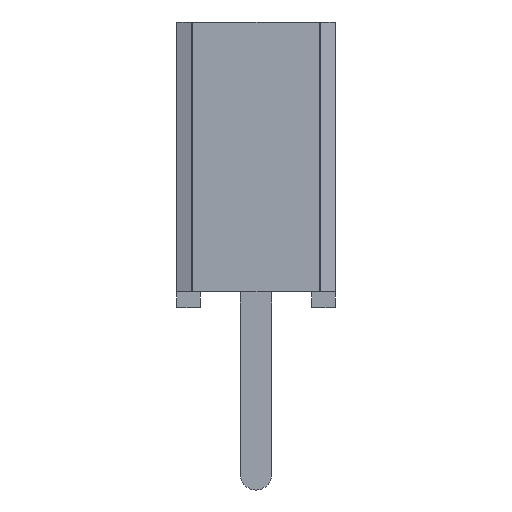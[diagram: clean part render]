
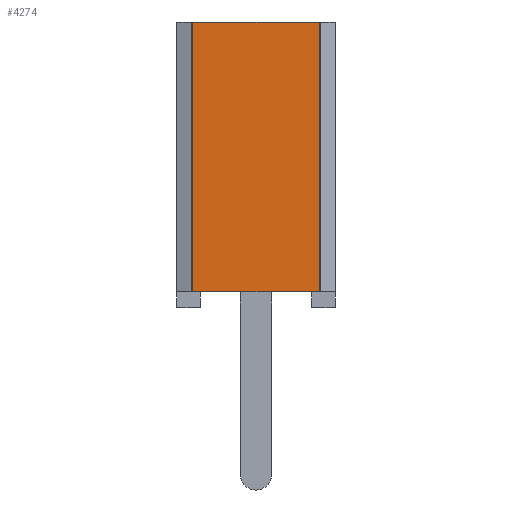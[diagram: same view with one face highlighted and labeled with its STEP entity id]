
A CAD part, left-side view. The second image highlights one B-rep face of the part: STEP entity #4274.
In plain terms, the highlighted planar face has unit normal (-1, 0, 0).
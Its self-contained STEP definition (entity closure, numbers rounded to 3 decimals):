
#4274 = ADVANCED_FACE('',(#4275),#4309,.F.);
#4275 = FACE_BOUND('',#4276,.T.);
#4276 = EDGE_LOOP('',(#4277,#4287,#4295,#4303));
#4277 = ORIENTED_EDGE('',*,*,#4278,.T.);
#4278 = EDGE_CURVE('',#4279,#4281,#4283,.T.);
#4279 = VERTEX_POINT('',#4280);
#4280 = CARTESIAN_POINT('',(-12.179,1.026,4.572));
#4281 = VERTEX_POINT('',#4282);
#4282 = CARTESIAN_POINT('',(-12.179,1.026,0.254));
#4283 = LINE('',#4284,#4285);
#4284 = CARTESIAN_POINT('',(-12.179,1.026,4.572));
#4285 = VECTOR('',#4286,1.);
#4286 = DIRECTION('',(0.,0.,-1.));
#4287 = ORIENTED_EDGE('',*,*,#4288,.T.);
#4288 = EDGE_CURVE('',#4281,#4289,#4291,.T.);
#4289 = VERTEX_POINT('',#4290);
#4290 = CARTESIAN_POINT('',(-12.179,-1.026,0.254));
#4291 = LINE('',#4292,#4293);
#4292 = CARTESIAN_POINT('',(-12.179,0.889,0.254));
#4293 = VECTOR('',#4294,1.);
#4294 = DIRECTION('',(0.,-1.,0.));
#4295 = ORIENTED_EDGE('',*,*,#4296,.T.);
#4296 = EDGE_CURVE('',#4289,#4297,#4299,.T.);
#4297 = VERTEX_POINT('',#4298);
#4298 = CARTESIAN_POINT('',(-12.179,-1.026,4.572));
#4299 = LINE('',#4300,#4301);
#4300 = CARTESIAN_POINT('',(-12.179,-1.026,4.572));
#4301 = VECTOR('',#4302,1.);
#4302 = DIRECTION('',(0.,0.,1.));
#4303 = ORIENTED_EDGE('',*,*,#4304,.F.);
#4304 = EDGE_CURVE('',#4279,#4297,#4305,.T.);
#4305 = LINE('',#4306,#4307);
#4306 = CARTESIAN_POINT('',(-12.179,1.27,4.572));
#4307 = VECTOR('',#4308,1.);
#4308 = DIRECTION('',(0.,-1.,0.));
#4309 = PLANE('',#4310);
#4310 = AXIS2_PLACEMENT_3D('',#4311,#4312,#4313);
#4311 = CARTESIAN_POINT('',(-12.179,1.27,4.572));
#4312 = DIRECTION('',(1.,0.,0.));
#4313 = DIRECTION('',(0.,1.,0.));
